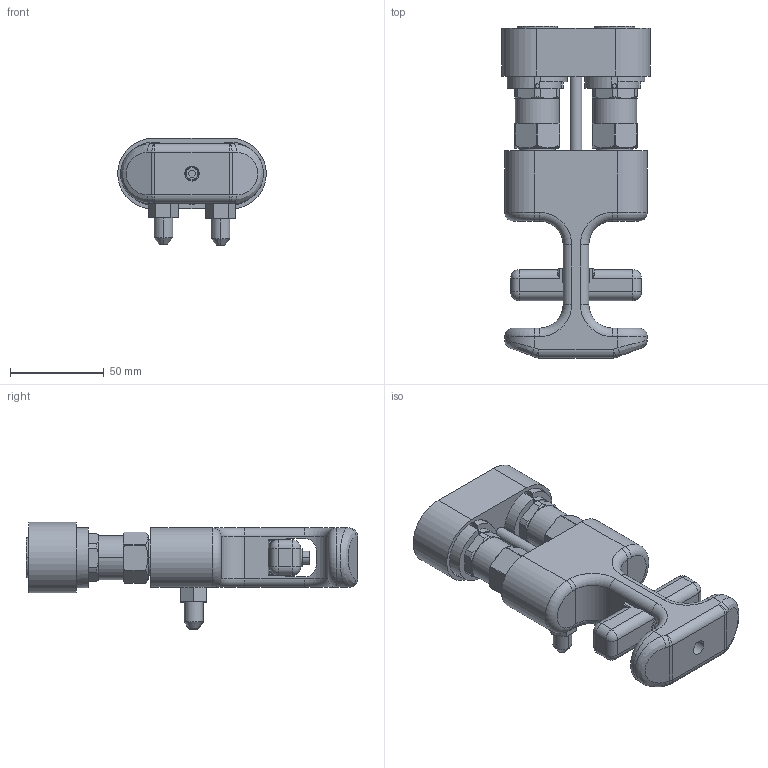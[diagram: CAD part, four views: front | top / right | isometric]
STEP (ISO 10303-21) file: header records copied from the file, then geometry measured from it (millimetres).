
FILE_DESCRIPTION((''),'2;1');
FILE_NAME('ILC56000800','2005-02-02T',('KR'),(''),'PRO/ENGINEER BY PARAMETRIC TECHNOLOGY CORPORATION, 2003490','PRO/ENGINEER BY PARAMETRIC TECHNOLOGY CORPORATION, 2003490','');
FILE_SCHEMA(('CONFIG_CONTROL_DESIGN'));
Length unit declared in the file: inch
Products named in the file (1): ILC56000800
Bounding box: 79.25 x 177.04 x 57.15 mm (x, y, z)
Volume: 245088.7 mm3; surface area: 67294.1 mm2
Topology: 1 solids, 1 shells, 444 faces, 1084 edges, 682 vertices
Faces by surface type: cylinder 176, plane 166, cone 56, torus 24, sphere 12, bspline 10
Entity records: 15308 total; most frequent: CARTESIAN_POINT 4720, DIRECTION 2276, ORIENTED_EDGE 2168, EDGE_CURVE 1084, AXIS2_PLACEMENT_3D 896, VERTEX_POINT 682, EDGE_LOOP 494, VECTOR 484
